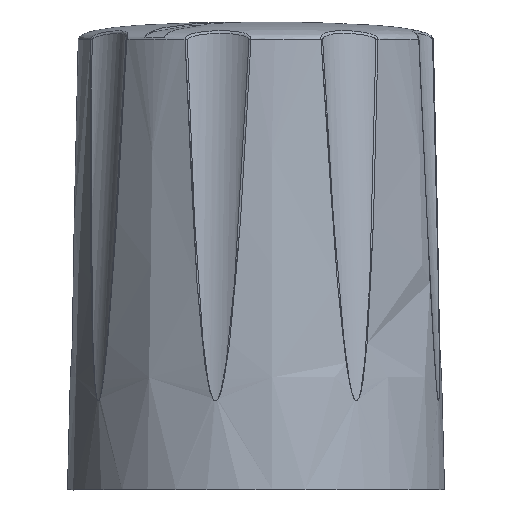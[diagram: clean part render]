
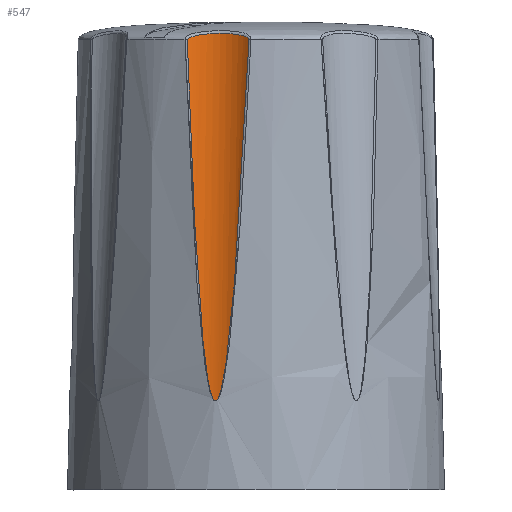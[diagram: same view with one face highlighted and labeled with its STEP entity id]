
A CAD part, left-side view. The second image highlights one B-rep face of the part: STEP entity #547.
In plain terms, the highlighted cylindrical face has radius 2 mm (diameter 4 mm), a partial arc.
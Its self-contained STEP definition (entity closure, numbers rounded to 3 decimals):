
#42=CYLINDRICAL_SURFACE('',#607,2.);
#68=FACE_OUTER_BOUND('',#105,.T.);
#105=EDGE_LOOP('',(#411,#412));
#155=B_SPLINE_CURVE_WITH_KNOTS('',3,(#2319,#2320,#2321,#2322,#2323,#2324,
#2325,#2326,#2327,#2328,#2329,#2330,#2331,#2332,#2333,#2334,#2335,#2336,
#2337),.UNSPECIFIED.,.F.,.F.,(4,1,1,1,1,1,1,1,1,1,1,1,1,1,1,1,4),(0.,0.001,
0.002,0.004,0.009,0.018,
0.026,0.035,0.105,0.175,
0.21,0.228,0.237,0.241,
0.243,0.244,0.245),.UNSPECIFIED.);
#157=B_SPLINE_CURVE_WITH_KNOTS('',3,(#2533,#2534,#2535,#2536,#2537,#2538,
#2539,#2540,#2541,#2542,#2543,#2544,#2545,#2546,#2547,#2548,#2549,#2550,
#2551,#2552,#2553,#2554,#2555,#2556,#2557,#2558,#2559,#2560,#2561,#2562,
#2563,#2564,#2565,#2566,#2567,#2568,#2569,#2570,#2571),.UNSPECIFIED.,.F.,
 .F.,(4,1,1,1,1,1,1,1,1,1,1,1,1,1,1,1,1,1,1,1,1,1,1,1,1,1,1,1,1,1,1,1,1,
1,1,1,4),(0.,0.35,0.524,0.699,0.786,
0.874,0.918,0.961,1.005,
1.049,1.092,1.136,1.141,1.147,
1.158,1.18,1.202,1.212,1.223,
1.234,1.245,1.267,1.278,1.289,
1.3,1.311,1.355,1.398,1.42,
1.442,1.486,1.573,1.748,1.791,
1.835,1.923,2.447),.UNSPECIFIED.);
#238=VERTEX_POINT('',#2315);
#239=VERTEX_POINT('',#2317);
#303=EDGE_CURVE('',#239,#238,#155,.T.);
#305=EDGE_CURVE('',#238,#239,#157,.T.);
#411=ORIENTED_EDGE('',*,*,#303,.F.);
#412=ORIENTED_EDGE('',*,*,#305,.F.);
#547=ADVANCED_FACE('',(#68),#42,.F.);
#607=AXIS2_PLACEMENT_3D('',#2572,#677,#678);
#677=DIRECTION('center_axis',(0.059,-0.013,0.998));
#678=DIRECTION('ref_axis',(0.974,-0.216,-0.061));
#2315=CARTESIAN_POINT('',(-5.932,0.236,30.472));
#2317=CARTESIAN_POINT('',(-5.472,2.309,30.471));
#2319=CARTESIAN_POINT('Ctrl Pts',(-5.472,2.309,30.471));
#2320=CARTESIAN_POINT('Ctrl Pts',(-5.472,2.309,30.474));
#2321=CARTESIAN_POINT('Ctrl Pts',(-5.471,2.308,30.481));
#2322=CARTESIAN_POINT('Ctrl Pts',(-5.468,2.301,30.494));
#2323=CARTESIAN_POINT('Ctrl Pts',(-5.462,2.285,30.512));
#2324=CARTESIAN_POINT('Ctrl Pts',(-5.447,2.246,30.539));
#2325=CARTESIAN_POINT('Ctrl Pts',(-5.427,2.184,30.566));
#2326=CARTESIAN_POINT('Ctrl Pts',(-5.405,2.107,30.592));
#2327=CARTESIAN_POINT('Ctrl Pts',(-5.343,1.842,30.657));
#2328=CARTESIAN_POINT('Ctrl Pts',(-5.324,1.363,30.693));
#2329=CARTESIAN_POINT('Ctrl Pts',(-5.493,0.824,30.681));
#2330=CARTESIAN_POINT('Ctrl Pts',(-5.7,0.494,30.628));
#2331=CARTESIAN_POINT('Ctrl Pts',(-5.82,0.349,30.578));
#2332=CARTESIAN_POINT('Ctrl Pts',(-5.882,0.282,30.54));
#2333=CARTESIAN_POINT('Ctrl Pts',(-5.912,0.253,30.513));
#2334=CARTESIAN_POINT('Ctrl Pts',(-5.925,0.241,30.494));
#2335=CARTESIAN_POINT('Ctrl Pts',(-5.931,0.236,30.482));
#2336=CARTESIAN_POINT('Ctrl Pts',(-5.932,0.236,30.475));
#2337=CARTESIAN_POINT('Ctrl Pts',(-5.932,0.236,30.472));
#2533=CARTESIAN_POINT('Ctrl Pts',(-5.932,0.236,30.472));
#2534=CARTESIAN_POINT('Ctrl Pts',(-5.962,0.29,29.308));
#2535=CARTESIAN_POINT('Ctrl Pts',(-6.007,0.378,27.558));
#2536=CARTESIAN_POINT('Ctrl Pts',(-6.061,0.514,25.243));
#2537=CARTESIAN_POINT('Ctrl Pts',(-6.093,0.611,23.782));
#2538=CARTESIAN_POINT('Ctrl Pts',(-6.116,0.697,22.635));
#2539=CARTESIAN_POINT('Ctrl Pts',(-6.129,0.757,21.919));
#2540=CARTESIAN_POINT('Ctrl Pts',(-6.138,0.809,21.343));
#2541=CARTESIAN_POINT('Ctrl Pts',(-6.145,0.852,20.908));
#2542=CARTESIAN_POINT('Ctrl Pts',(-6.15,0.898,20.471));
#2543=CARTESIAN_POINT('Ctrl Pts',(-6.155,0.95,20.03));
#2544=CARTESIAN_POINT('Ctrl Pts',(-6.158,1.008,19.59));
#2545=CARTESIAN_POINT('Ctrl Pts',(-6.159,1.056,19.281));
#2546=CARTESIAN_POINT('Ctrl Pts',(-6.158,1.089,19.102));
#2547=CARTESIAN_POINT('Ctrl Pts',(-6.158,1.103,19.031));
#2548=CARTESIAN_POINT('Ctrl Pts',(-6.157,1.128,18.906));
#2549=CARTESIAN_POINT('Ctrl Pts',(-6.155,1.165,18.731));
#2550=CARTESIAN_POINT('Ctrl Pts',(-6.149,1.222,18.553));
#2551=CARTESIAN_POINT('Ctrl Pts',(-6.142,1.273,18.425));
#2552=CARTESIAN_POINT('Ctrl Pts',(-6.126,1.359,18.331));
#2553=CARTESIAN_POINT('Ctrl Pts',(-6.104,1.447,18.423));
#2554=CARTESIAN_POINT('Ctrl Pts',(-6.088,1.495,18.552));
#2555=CARTESIAN_POINT('Ctrl Pts',(-6.073,1.54,18.692));
#2556=CARTESIAN_POINT('Ctrl Pts',(-6.061,1.57,18.833));
#2557=CARTESIAN_POINT('Ctrl Pts',(-6.052,1.593,18.94));
#2558=CARTESIAN_POINT('Ctrl Pts',(-6.044,1.612,19.047));
#2559=CARTESIAN_POINT('Ctrl Pts',(-6.028,1.649,19.261));
#2560=CARTESIAN_POINT('Ctrl Pts',(-6.006,1.695,19.584));
#2561=CARTESIAN_POINT('Ctrl Pts',(-5.983,1.738,19.945));
#2562=CARTESIAN_POINT('Ctrl Pts',(-5.966,1.769,20.234));
#2563=CARTESIAN_POINT('Ctrl Pts',(-5.949,1.798,20.523));
#2564=CARTESIAN_POINT('Ctrl Pts',(-5.92,1.844,21.029));
#2565=CARTESIAN_POINT('Ctrl Pts',(-5.865,1.925,22.044));
#2566=CARTESIAN_POINT('Ctrl Pts',(-5.814,1.989,23.061));
#2567=CARTESIAN_POINT('Ctrl Pts',(-5.771,2.038,23.932));
#2568=CARTESIAN_POINT('Ctrl Pts',(-5.743,2.069,24.513));
#2569=CARTESIAN_POINT('Ctrl Pts',(-5.639,2.177,26.689));
#2570=CARTESIAN_POINT('Ctrl Pts',(-5.548,2.253,28.726));
#2571=CARTESIAN_POINT('Ctrl Pts',(-5.472,2.309,30.471));
#2572=CARTESIAN_POINT('Origin',(-7.718,1.717,24.453));
